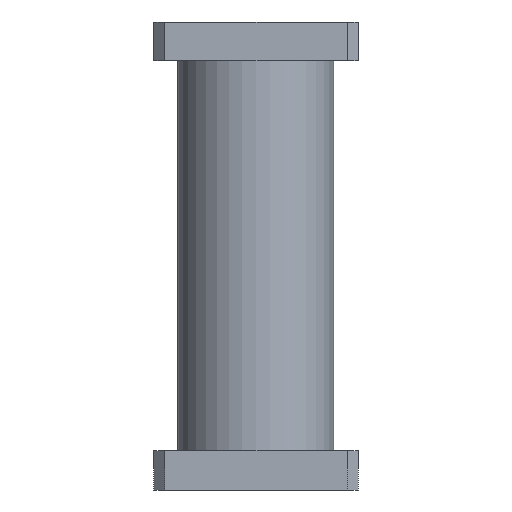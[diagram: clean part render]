
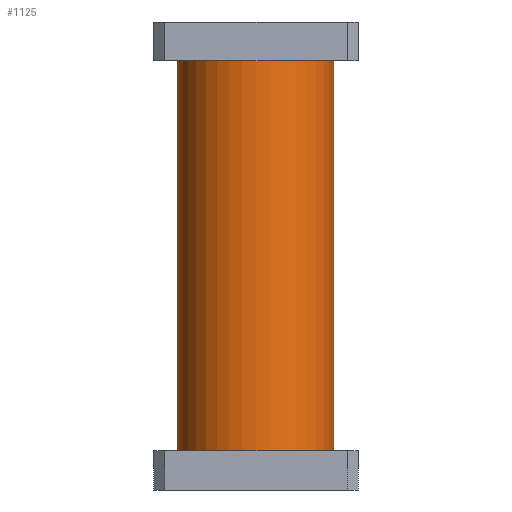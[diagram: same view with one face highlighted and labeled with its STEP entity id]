
A CAD part, front view. The second image highlights one B-rep face of the part: STEP entity #1125.
In plain terms, the highlighted cylindrical face has radius 12.7 mm (diameter 25.4 mm), a partial arc.
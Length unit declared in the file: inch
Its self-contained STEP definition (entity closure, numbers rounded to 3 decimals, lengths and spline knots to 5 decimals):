
#9 = ORIENTED_EDGE ( 'NONE', *, *, #55, .T. ) ;
#22 = CARTESIAN_POINT ( 'NONE',  ( -0.156, 0.656, 2.75 ) ) ;
#38 = ORIENTED_EDGE ( 'NONE', *, *, #881, .T. ) ;
#55 = EDGE_CURVE ( 'NONE', #1122, #351, #568, .T. ) ;
#117 = EDGE_CURVE ( 'NONE', #889, #841, #1481, .T. ) ;
#118 = DIRECTION ( 'NONE',  ( 1., 0., 0. ) ) ;
#149 = CARTESIAN_POINT ( 'NONE',  ( -0.656, 0.656, 0.25 ) ) ;
#151 = DIRECTION ( 'NONE',  ( 0., 0., 1. ) ) ;
#206 = CARTESIAN_POINT ( 'NONE',  ( -0.656, 0.656, 2.75 ) ) ;
#222 = DIRECTION ( 'NONE',  ( 0., 0., 1. ) ) ;
#239 = VECTOR ( 'NONE', #423, 39.37008 ) ;
#241 = CARTESIAN_POINT ( 'NONE',  ( -0.656, 0.656, 0.25 ) ) ;
#326 = DIRECTION ( 'NONE',  ( 0., 0., 1. ) ) ;
#351 = VERTEX_POINT ( 'NONE', #22 ) ;
#423 = DIRECTION ( 'NONE',  ( 0., 0., 1. ) ) ;
#478 = DIRECTION ( 'NONE',  ( 0., 0., 1. ) ) ;
#499 = CIRCLE ( 'NONE', #1273, 0.5 ) ;
#568 = LINE ( 'NONE', #1034, #1110 ) ;
#616 = EDGE_LOOP ( 'NONE', ( #1442, #38, #9, #833 ) ) ;
#674 = CARTESIAN_POINT ( 'NONE',  ( -1.156, 0.656, 0.25 ) ) ;
#695 = CYLINDRICAL_SURFACE ( 'NONE', #868, 0.5 ) ;
#833 = ORIENTED_EDGE ( 'NONE', *, *, #1431, .F. ) ;
#841 = VERTEX_POINT ( 'NONE', #1327 ) ;
#866 = DIRECTION ( 'NONE',  ( 1., 0., 0. ) ) ;
#868 = AXIS2_PLACEMENT_3D ( 'NONE', #241, #478, #1305 ) ;
#881 = EDGE_CURVE ( 'NONE', #889, #1122, #1246, .T. ) ;
#889 = VERTEX_POINT ( 'NONE', #994 ) ;
#994 = CARTESIAN_POINT ( 'NONE',  ( -1.156, 0.656, 0.25 ) ) ;
#1034 = CARTESIAN_POINT ( 'NONE',  ( -0.156, 0.656, 0.25 ) ) ;
#1092 = FACE_OUTER_BOUND ( 'NONE', #616, .T. ) ;
#1110 = VECTOR ( 'NONE', #326, 39.37008 ) ;
#1120 = AXIS2_PLACEMENT_3D ( 'NONE', #149, #151, #866 ) ;
#1122 = VERTEX_POINT ( 'NONE', #1404 ) ;
#1125 = ADVANCED_FACE ( 'NONE', ( #1092 ), #695, .T. ) ;
#1246 = CIRCLE ( 'NONE', #1120, 0.5 ) ;
#1273 = AXIS2_PLACEMENT_3D ( 'NONE', #206, #222, #118 ) ;
#1305 = DIRECTION ( 'NONE',  ( 1., 0., 0. ) ) ;
#1327 = CARTESIAN_POINT ( 'NONE',  ( -1.156, 0.656, 2.75 ) ) ;
#1404 = CARTESIAN_POINT ( 'NONE',  ( -0.156, 0.656, 0.25 ) ) ;
#1431 = EDGE_CURVE ( 'NONE', #841, #351, #499, .T. ) ;
#1442 = ORIENTED_EDGE ( 'NONE', *, *, #117, .F. ) ;
#1481 = LINE ( 'NONE', #674, #239 ) ;
